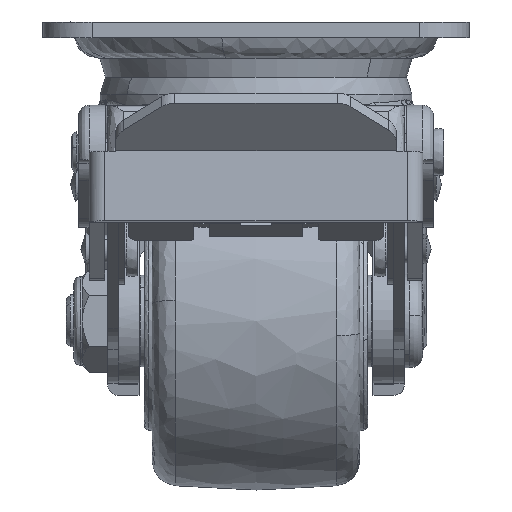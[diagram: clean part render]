
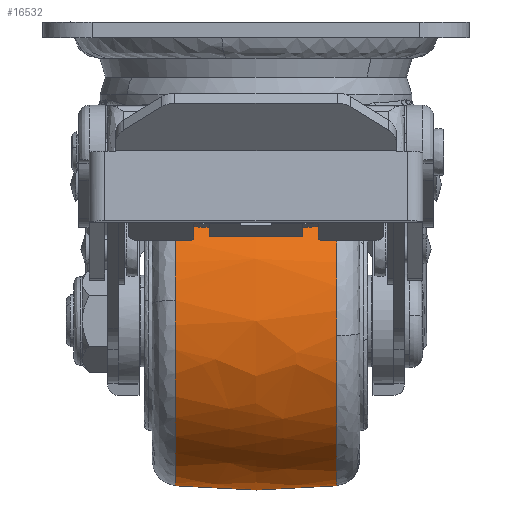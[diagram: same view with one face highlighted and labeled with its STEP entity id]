
A CAD part, left-side view. The second image highlights one B-rep face of the part: STEP entity #16532.
In plain terms, the highlighted free-form (B-spline) face has degree [2, 2] with [3, 7] control points.
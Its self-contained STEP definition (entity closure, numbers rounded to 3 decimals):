
#16246=CARTESIAN_POINT('',(-31.573,-15.517,-2.784));
#16247=VERTEX_POINT('',#16246);
#16259=CARTESIAN_POINT('',(0.0,-15.517,-31.695));
#16260=VERTEX_POINT('',#16259);
#16261=CARTESIAN_POINT('',(-31.573,-15.517,-2.784));
#16262=CARTESIAN_POINT('',(-31.348,-15.517,-5.345));
#16263=CARTESIAN_POINT('',(-30.423,-15.517,-9.686));
#16264=CARTESIAN_POINT('',(-28.178,-15.517,-14.738));
#16265=CARTESIAN_POINT('',(-25.845,-15.517,-18.483));
#16266=CARTESIAN_POINT('',(-22.879,-15.517,-22.16));
#16267=CARTESIAN_POINT('',(-18.629,-15.517,-25.896));
#16268=CARTESIAN_POINT('',(-13.839,-15.517,-28.665));
#16269=CARTESIAN_POINT('',(-9.027,-15.517,-30.504));
#16270=CARTESIAN_POINT('',(-4.59,-15.517,-31.483));
#16271=CARTESIAN_POINT('',(-1.407,-15.517,-31.695));
#16272=CARTESIAN_POINT('',(0.0,-15.517,-31.695));
#16273=B_SPLINE_CURVE_WITH_KNOTS('',3,(#16261,#16262,#16263,#16264,#16265,#16266,#16267,#16268,#16269,#16270,#16271,#16272),.UNSPECIFIED.,.F.,.U.,(4,1,1,1,1,1,1,1,1,4),(0.,7.711,13.218,16.523,20.929,27.355,33.413,37.452,42.776,46.999),.UNSPECIFIED.);
#16274=EDGE_CURVE('',#16247,#16260,#16273,.T.);
#16341=CARTESIAN_POINT('',(0.0,-15.517,31.695));
#16342=VERTEX_POINT('',#16341);
#16358=CARTESIAN_POINT('',(0.0,-15.517,31.695));
#16359=CARTESIAN_POINT('',(-2.259,-15.517,31.696));
#16360=CARTESIAN_POINT('',(-6.503,-15.517,31.24));
#16361=CARTESIAN_POINT('',(-11.418,-15.517,29.677));
#16362=CARTESIAN_POINT('',(-15.316,-15.517,27.823));
#16363=CARTESIAN_POINT('',(-18.409,-15.517,25.91));
#16364=CARTESIAN_POINT('',(-21.972,-15.517,23.008));
#16365=CARTESIAN_POINT('',(-24.839,-15.517,19.857));
#16366=CARTESIAN_POINT('',(-27.621,-15.517,15.78));
#16367=CARTESIAN_POINT('',(-29.848,-15.517,11.205));
#16368=CARTESIAN_POINT('',(-31.614,-15.517,4.702));
#16369=CARTESIAN_POINT('',(-31.814,-15.517,-0.057));
#16370=CARTESIAN_POINT('',(-31.573,-15.517,-2.784));
#16371=B_SPLINE_CURVE_WITH_KNOTS('',3,(#16358,#16359,#16360,#16361,#16362,#16363,#16364,#16365,#16366,#16367,#16368,#16369,#16370),.UNSPECIFIED.,.F.,.U.,(4,1,1,1,1,1,1,1,1,1,4),(0.,6.777,12.733,15.403,19.716,23.618,29.163,32.449,38.404,44.36,52.575),.UNSPECIFIED.);
#16372=EDGE_CURVE('',#16342,#16247,#16371,.T.);
#16407=CARTESIAN_POINT('',(0.0,15.517,-31.695));
#16408=VERTEX_POINT('',#16407);
#16409=CARTESIAN_POINT('',(0.0,-15.517,-31.695));
#16410=CARTESIAN_POINT('',(0.0,-5.209,-32.768));
#16411=CARTESIAN_POINT('',(0.0,5.209,-32.768));
#16412=CARTESIAN_POINT('',(0.0,15.517,-31.695));
#16413=B_SPLINE_CURVE_WITH_KNOTS('',3,(#16409,#16410,#16411,#16412),.UNSPECIFIED.,.F.,.U.,(4,4),(0.,31.09),.UNSPECIFIED.);
#16414=EDGE_CURVE('',#16260,#16408,#16413,.T.);
#16434=CARTESIAN_POINT('',(0.0,15.517,31.695));
#16435=VERTEX_POINT('',#16434);
#16452=CARTESIAN_POINT('',(0.0,-15.517,31.695));
#16453=CARTESIAN_POINT('',(0.0,-5.209,32.768));
#16454=CARTESIAN_POINT('',(0.0,5.209,32.768));
#16455=CARTESIAN_POINT('',(0.0,15.517,31.695));
#16456=B_SPLINE_CURVE_WITH_KNOTS('',3,(#16452,#16453,#16454,#16455),.UNSPECIFIED.,.F.,.U.,(4,4),(0.,31.09),.UNSPECIFIED.);
#16457=EDGE_CURVE('',#16342,#16435,#16456,.T.);
#16464=CARTESIAN_POINT('',(0.881,-17.058,31.527));
#16465=CARTESIAN_POINT('',(0.936,0.,33.479));
#16466=CARTESIAN_POINT('',(0.881,17.058,31.527));
#16467=CARTESIAN_POINT('',(0.443,-17.058,31.527));
#16468=CARTESIAN_POINT('',(0.471,0.,33.479));
#16469=CARTESIAN_POINT('',(0.443,17.058,31.527));
#16470=CARTESIAN_POINT('',(-31.527,-17.058,31.527));
#16471=CARTESIAN_POINT('',(-33.479,0.,33.479));
#16472=CARTESIAN_POINT('',(-31.527,17.058,31.527));
#16473=CARTESIAN_POINT('',(-31.527,-17.058,0.0));
#16474=CARTESIAN_POINT('',(-33.479,0.,0.0));
#16475=CARTESIAN_POINT('',(-31.527,17.058,0.0));
#16476=CARTESIAN_POINT('',(-31.527,-17.058,-31.527));
#16477=CARTESIAN_POINT('',(-33.479,0.,-33.479));
#16478=CARTESIAN_POINT('',(-31.527,17.058,-31.527));
#16479=CARTESIAN_POINT('',(0.443,-17.058,-31.527));
#16480=CARTESIAN_POINT('',(0.471,0.,-33.479));
#16481=CARTESIAN_POINT('',(0.443,17.058,-31.527));
#16482=CARTESIAN_POINT('',(0.881,-17.058,-31.527));
#16483=CARTESIAN_POINT('',(0.936,0.,-33.479));
#16484=CARTESIAN_POINT('',(0.881,17.058,-31.527));
#16492=(BOUNDED_SURFACE()B_SPLINE_SURFACE(2,2,((#16464,#16467,#16470,#16473,#16476,#16479,#16482),(#16465,#16468,#16471,#16474,#16477,#16480,#16483),(#16466,#16469,#16472,#16475,#16478,#16481,#16484)),.UNSPECIFIED.,.F.,.F.,.U.)B_SPLINE_SURFACE_WITH_KNOTS((3,3),(3,1,2,1,3),(0.0,34.227),(0.0,1.077,54.925,108.772,109.849),.UNSPECIFIED.)GEOMETRIC_REPRESENTATION_ITEM()RATIONAL_B_SPLINE_SURFACE(((0.905,0.9,0.633,0.895,0.633,0.9,0.905),(0.899,0.894,0.628,0.889,0.628,0.894,0.899),(0.905,0.9,0.633,0.895,0.633,0.9,0.905)))REPRESENTATION_ITEM('')SURFACE());
#16493=ORIENTED_EDGE('',*,*,#16414,.F.);
#16494=ORIENTED_EDGE('',*,*,#16274,.F.);
#16495=ORIENTED_EDGE('',*,*,#16372,.F.);
#16496=ORIENTED_EDGE('',*,*,#16457,.T.);
#16497=CARTESIAN_POINT('',(-31.445,15.517,3.972));
#16498=VERTEX_POINT('',#16497);
#16499=CARTESIAN_POINT('',(0.0,15.517,31.695));
#16500=CARTESIAN_POINT('',(-2.028,15.517,31.695));
#16501=CARTESIAN_POINT('',(-5.308,15.517,31.379));
#16502=CARTESIAN_POINT('',(-10.458,15.517,30.058));
#16503=CARTESIAN_POINT('',(-14.861,15.517,28.163));
#16504=CARTESIAN_POINT('',(-19.333,15.517,25.278));
#16505=CARTESIAN_POINT('',(-22.549,15.517,22.41));
#16506=CARTESIAN_POINT('',(-25.507,15.517,18.968));
#16507=CARTESIAN_POINT('',(-28.229,15.517,14.814));
#16508=CARTESIAN_POINT('',(-30.415,15.517,9.553));
#16509=CARTESIAN_POINT('',(-31.229,15.517,5.688));
#16510=CARTESIAN_POINT('',(-31.445,15.517,3.972));
#16511=B_SPLINE_CURVE_WITH_KNOTS('',3,(#16499,#16500,#16501,#16502,#16503,#16504,#16505,#16506,#16507,#16508,#16509,#16510),.UNSPECIFIED.,.F.,.U.,(4,1,1,1,1,1,1,1,1,4),(0.,6.083,9.841,15.924,20.397,25.765,28.806,33.995,40.615,45.804),.UNSPECIFIED.);
#16512=EDGE_CURVE('',#16435,#16498,#16511,.T.);
#16513=ORIENTED_EDGE('',*,*,#16512,.T.);
#16514=CARTESIAN_POINT('',(-31.445,15.517,3.972));
#16515=CARTESIAN_POINT('',(-31.797,15.517,1.194));
#16516=CARTESIAN_POINT('',(-31.767,15.517,-2.973));
#16517=CARTESIAN_POINT('',(-30.611,15.517,-8.608));
#16518=CARTESIAN_POINT('',(-29.153,15.517,-12.71));
#16519=CARTESIAN_POINT('',(-27.161,15.517,-16.498));
#16520=CARTESIAN_POINT('',(-24.992,15.517,-19.603));
#16521=CARTESIAN_POINT('',(-22.256,15.517,-22.706));
#16522=CARTESIAN_POINT('',(-18.322,15.517,-26.104));
#16523=CARTESIAN_POINT('',(-13.249,15.517,-29.01));
#16524=CARTESIAN_POINT('',(-6.931,15.517,-31.16));
#16525=CARTESIAN_POINT('',(-2.591,15.517,-31.696));
#16526=CARTESIAN_POINT('',(0.0,15.517,-31.695));
#16527=B_SPLINE_CURVE_WITH_KNOTS('',3,(#16514,#16515,#16516,#16517,#16518,#16519,#16520,#16521,#16522,#16523,#16524,#16525,#16526),.UNSPECIFIED.,.F.,.U.,(4,1,1,1,1,1,1,1,1,1,4),(0.,8.402,12.392,17.223,21.424,25.205,28.565,33.816,40.747,45.998,53.77),.UNSPECIFIED.);
#16528=EDGE_CURVE('',#16498,#16408,#16527,.T.);
#16529=ORIENTED_EDGE('',*,*,#16528,.T.);
#16530=EDGE_LOOP('',(#16493,#16494,#16495,#16496,#16513,#16529));
#16531=FACE_OUTER_BOUND('',#16530,.T.);
#16532=ADVANCED_FACE('',(#16531),#16492,.T.);
